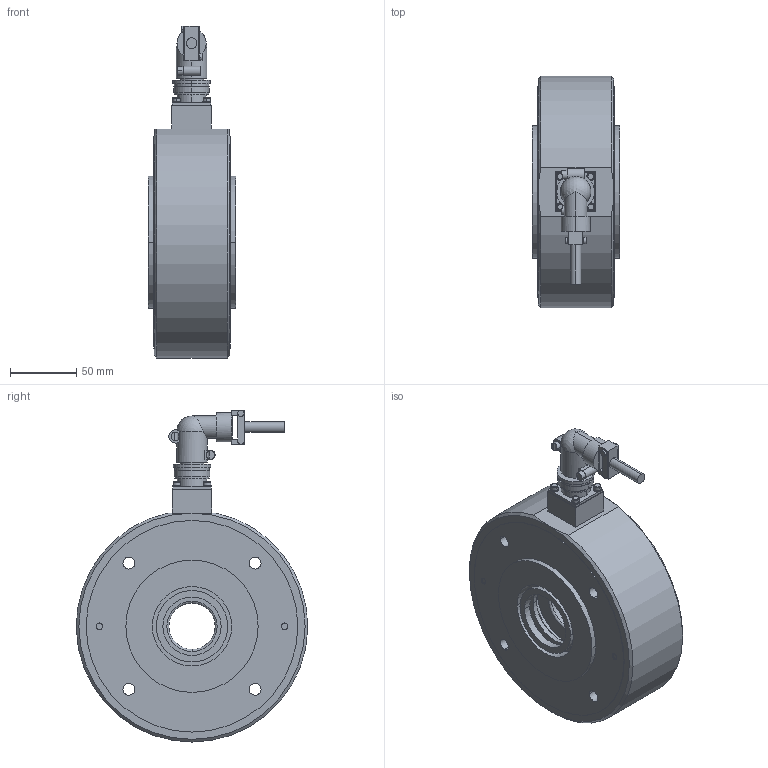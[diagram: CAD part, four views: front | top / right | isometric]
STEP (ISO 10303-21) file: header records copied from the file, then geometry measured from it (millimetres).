
FILE_DESCRIPTION((''),'2;1');
FILE_NAME('50164.stp','2007-01-12T16:04:11',(''),(''),'Mechanical Desktop 2007','Mechanical Desktop 2007',', , ');
FILE_SCHEMA(('CONFIG_CONTROL_DESIGN'));
Length unit declared in the file: millimetre
Products named in the file (26): L50164; L4857104; TEIL1AA; L47388; TEIL1AAAA; L49016; TEIL1; L49026; TEIL1AAAAA; I-6KT_SCHRAUBE_M3X25; I-6KT_SCHRAUBE_M3X25A; I-6KT_SCHRAUBE_M6X50NK; I-6KT_SCHRAUBE_M6X50NKA; FEDERRING_M3; FEDERRING_M3A; SICHERUNGSRING_J80A; SICHERUNGSRING_J80; V_RING_V45A; V_RING_V45AA; L4340401; TEIL1A; FLANSCHDOSE_WINKEL_AMPH_4-POLIG; TEIL1AAA; PENDELKUGELLAGER_1307TV; PENDELKUGELLAGER_1307TVA; RM_SDB
Assembly tree (36 placements, depth 3):
  L50164
    L4857104
      TEIL1AA
    L47388
      TEIL1AAAA
    L49016
      TEIL1
    L49026
      TEIL1AAAAA
    I-6KT_SCHRAUBE_M3X25  x4
      I-6KT_SCHRAUBE_M3X25A
    I-6KT_SCHRAUBE_M6X50NK  x2
      I-6KT_SCHRAUBE_M6X50NKA
    FEDERRING_M3  x4
      FEDERRING_M3A
    SICHERUNGSRING_J80A
      SICHERUNGSRING_J80
    V_RING_V45A  x2
      V_RING_V45AA
    L4340401  x2
      TEIL1A
    FLANSCHDOSE_WINKEL_AMPH_4-POLIG
      TEIL1AAA
    PENDELKUGELLAGER_1307TV
      PENDELKUGELLAGER_1307TVA
    RM_SDB  x3
Bounding box: 65.9 x 174.96 x 251 mm (x, y, z)
Volume: 1299736.9 mm3; surface area: 270491.8 mm2
Topology: 21 solids, 21 shells, 403 faces, 964 edges, 627 vertices
Faces by surface type: cylinder 233, plane 111, cone 34, torus 20, bspline 4, sphere 1
Entity records: 10108 total; most frequent: CARTESIAN_POINT 1930, DIRECTION 1825, ORIENTED_EDGE 1468, AXIS2_PLACEMENT_3D 770, EDGE_CURVE 734, VERTEX_POINT 483, CIRCLE 430, EDGE_LOOP 419
